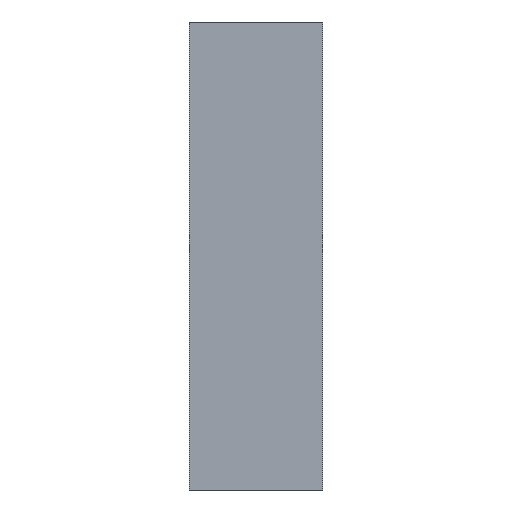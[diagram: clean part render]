
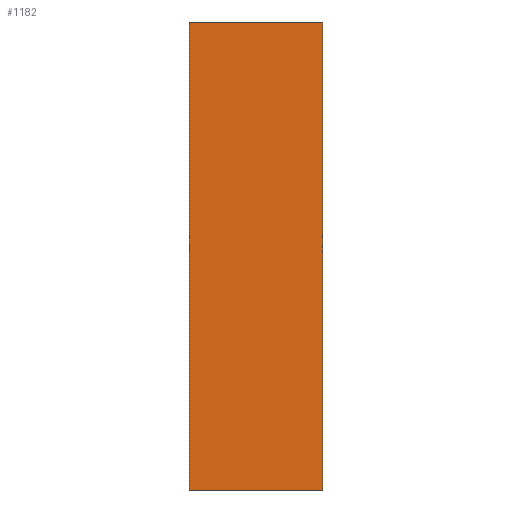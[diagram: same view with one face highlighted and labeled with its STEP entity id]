
A CAD part, left-side view. The second image highlights one B-rep face of the part: STEP entity #1182.
In plain terms, the highlighted planar face has unit normal (-1, 0, 0).
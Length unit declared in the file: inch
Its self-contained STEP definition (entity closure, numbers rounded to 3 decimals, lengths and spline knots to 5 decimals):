
#6 = EDGE_CURVE ( 'NONE', #576, #1246, #69, .T. ) ;
#38 = EDGE_CURVE ( 'NONE', #1246, #225, #583, .T. ) ;
#69 = LINE ( 'NONE', #719, #1044 ) ;
#210 = LINE ( 'NONE', #1330, #1136 ) ;
#225 = VERTEX_POINT ( 'NONE', #750 ) ;
#289 = VECTOR ( 'NONE', #1293, 39.37008 ) ;
#398 = DIRECTION ( 'NONE',  ( 0., 1., 0. ) ) ;
#421 = LINE ( 'NONE', #1300, #1217 ) ;
#428 = FACE_OUTER_BOUND ( 'NONE', #875, .T. ) ;
#507 = DIRECTION ( 'NONE',  ( 0., 0., 1. ) ) ;
#514 = ORIENTED_EDGE ( 'NONE', *, *, #38, .F. ) ;
#576 = VERTEX_POINT ( 'NONE', #1150 ) ;
#583 = LINE ( 'NONE', #620, #289 ) ;
#620 = CARTESIAN_POINT ( 'NONE',  ( -2.125, 0., -0.875 ) ) ;
#719 = CARTESIAN_POINT ( 'NONE',  ( -2.125, -0.5, -0.875 ) ) ;
#747 = EDGE_CURVE ( 'NONE', #576, #1014, #421, .T. ) ;
#750 = CARTESIAN_POINT ( 'NONE',  ( -2.125, 0., 0.875 ) ) ;
#773 = ORIENTED_EDGE ( 'NONE', *, *, #1352, .T. ) ;
#780 = ORIENTED_EDGE ( 'NONE', *, *, #6, .F. ) ;
#805 = AXIS2_PLACEMENT_3D ( 'NONE', #1403, #1189, #507 ) ;
#875 = EDGE_LOOP ( 'NONE', ( #514, #780, #898, #773 ) ) ;
#898 = ORIENTED_EDGE ( 'NONE', *, *, #747, .T. ) ;
#946 = CARTESIAN_POINT ( 'NONE',  ( -2.125, -0.5, 0.875 ) ) ;
#1014 = VERTEX_POINT ( 'NONE', #946 ) ;
#1044 = VECTOR ( 'NONE', #398, 39.37008 ) ;
#1071 = PLANE ( 'NONE',  #805 ) ;
#1136 = VECTOR ( 'NONE', #1430, 39.37008 ) ;
#1150 = CARTESIAN_POINT ( 'NONE',  ( -2.125, -0.5, -0.875 ) ) ;
#1182 = ADVANCED_FACE ( 'NONE', ( #428 ), #1071, .T. ) ;
#1189 = DIRECTION ( 'NONE',  ( -1., 0., 0. ) ) ;
#1191 = DIRECTION ( 'NONE',  ( 0., 0., 1. ) ) ;
#1202 = CARTESIAN_POINT ( 'NONE',  ( -2.125, 0., -0.875 ) ) ;
#1217 = VECTOR ( 'NONE', #1191, 39.37008 ) ;
#1246 = VERTEX_POINT ( 'NONE', #1202 ) ;
#1293 = DIRECTION ( 'NONE',  ( 0., 0., 1. ) ) ;
#1300 = CARTESIAN_POINT ( 'NONE',  ( -2.125, -0.5, -0.875 ) ) ;
#1330 = CARTESIAN_POINT ( 'NONE',  ( -2.125, -0.5, 0.875 ) ) ;
#1352 = EDGE_CURVE ( 'NONE', #1014, #225, #210, .T. ) ;
#1403 = CARTESIAN_POINT ( 'NONE',  ( -2.125, -0.5, -0.875 ) ) ;
#1430 = DIRECTION ( 'NONE',  ( 0., 1., 0. ) ) ;
